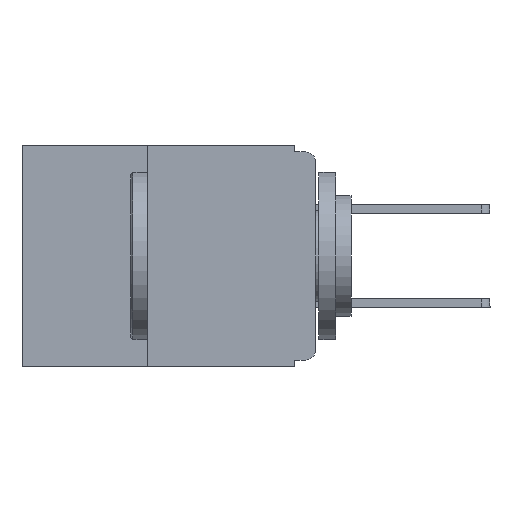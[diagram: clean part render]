
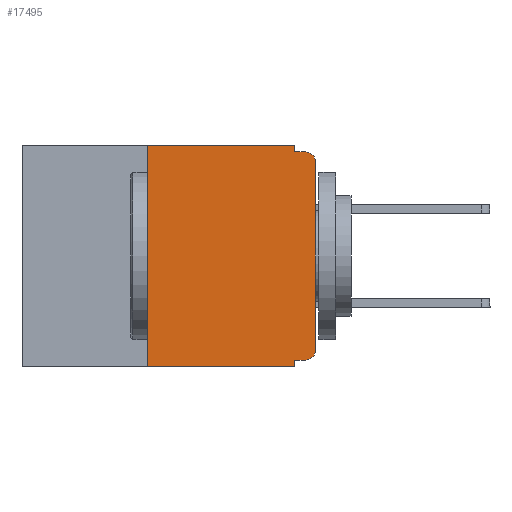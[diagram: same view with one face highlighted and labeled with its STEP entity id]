
A CAD part, left-side view. The second image highlights one B-rep face of the part: STEP entity #17495.
In plain terms, the highlighted planar face has unit normal (-1, 0, 0).
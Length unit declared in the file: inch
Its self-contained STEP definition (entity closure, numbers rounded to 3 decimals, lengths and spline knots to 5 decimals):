
#3 = VERTEX_POINT ( 'NONE', #19269 ) ;
#204 = CARTESIAN_POINT ( 'NONE',  ( 0., 0.25, -0.33 ) ) ;
#629 = VERTEX_POINT ( 'NONE', #8990 ) ;
#1010 = CARTESIAN_POINT ( 'NONE',  ( 0., 0.015, -0.025 ) ) ;
#3062 = EDGE_CURVE ( 'NONE', #12506, #33143, #5232, .T. ) ;
#3547 = VERTEX_POINT ( 'NONE', #16979 ) ;
#3660 = DIRECTION ( 'NONE',  ( 0., 0., -1. ) ) ;
#4399 = EDGE_CURVE ( 'NONE', #28176, #12132, #21146, .T. ) ;
#4848 = CARTESIAN_POINT ( 'NONE',  ( 0., 0.031, -0.01 ) ) ;
#5232 = LINE ( 'NONE', #10920, #18135 ) ;
#5585 = AXIS2_PLACEMENT_3D ( 'NONE', #15158, #33182, #17702 ) ;
#6273 = DIRECTION ( 'NONE',  ( 0., -1., 0. ) ) ;
#6794 = CARTESIAN_POINT ( 'NONE',  ( 0., 0.031, -0.33 ) ) ;
#6827 = ORIENTED_EDGE ( 'NONE', *, *, #30565, .T. ) ;
#7092 = CARTESIAN_POINT ( 'NONE',  ( 0., 0.015, -0.01 ) ) ;
#7969 = ORIENTED_EDGE ( 'NONE', *, *, #18784, .F. ) ;
#8156 = DIRECTION ( 'NONE',  ( 0., 0., 1. ) ) ;
#8835 = ORIENTED_EDGE ( 'NONE', *, *, #10020, .T. ) ;
#8990 = CARTESIAN_POINT ( 'NONE',  ( 0., 0.015, -0.32 ) ) ;
#9564 = DIRECTION ( 'NONE',  ( 0., -1., 0. ) ) ;
#9921 = VECTOR ( 'NONE', #6273, 39.37008 ) ;
#10020 = EDGE_CURVE ( 'NONE', #3, #25327, #25292, .T. ) ;
#10664 = ORIENTED_EDGE ( 'NONE', *, *, #11444, .F. ) ;
#10920 = CARTESIAN_POINT ( 'NONE',  ( 0., 0.031, 0. ) ) ;
#11160 = CARTESIAN_POINT ( 'NONE',  ( 0., 0., -0.025 ) ) ;
#11436 = CARTESIAN_POINT ( 'NONE',  ( 0., 0.031, -0.33 ) ) ;
#11444 = EDGE_CURVE ( 'NONE', #28176, #3547, #22047, .T. ) ;
#12132 = VERTEX_POINT ( 'NONE', #11436 ) ;
#12506 = VERTEX_POINT ( 'NONE', #33582 ) ;
#12698 = ORIENTED_EDGE ( 'NONE', *, *, #3062, .F. ) ;
#13105 = VECTOR ( 'NONE', #20575, 39.37008 ) ;
#13615 = VERTEX_POINT ( 'NONE', #7092 ) ;
#13669 = VECTOR ( 'NONE', #30155, 39.37008 ) ;
#13862 = DIRECTION ( 'NONE',  ( -1., 0., 0. ) ) ;
#15158 = CARTESIAN_POINT ( 'NONE',  ( 0., 0.437, 0. ) ) ;
#15415 = CARTESIAN_POINT ( 'NONE',  ( 0., 0., -0.32 ) ) ;
#15484 = ORIENTED_EDGE ( 'NONE', *, *, #23412, .F. ) ;
#16231 = LINE ( 'NONE', #25026, #30032 ) ;
#16366 = ORIENTED_EDGE ( 'NONE', *, *, #28332, .F. ) ;
#16860 = ORIENTED_EDGE ( 'NONE', *, *, #25551, .F. ) ;
#16979 = CARTESIAN_POINT ( 'NONE',  ( 0., 0.25, 0. ) ) ;
#17495 = ADVANCED_FACE ( 'NONE', ( #25640 ), #30663, .F. ) ;
#17525 = CIRCLE ( 'NONE', #21026, 0.015 ) ;
#17702 = DIRECTION ( 'NONE',  ( 0., 0., -1. ) ) ;
#18135 = VECTOR ( 'NONE', #25254, 39.37008 ) ;
#18334 = VECTOR ( 'NONE', #8156, 39.37008 ) ;
#18366 = DIRECTION ( 'NONE',  ( 0., 0., 1. ) ) ;
#18626 = CIRCLE ( 'NONE', #21679, 0.015 ) ;
#18784 = EDGE_CURVE ( 'NONE', #629, #26523, #19874, .T. ) ;
#19093 = ORIENTED_EDGE ( 'NONE', *, *, #31622, .T. ) ;
#19190 = DIRECTION ( 'NONE',  ( -1., 0., 0. ) ) ;
#19269 = CARTESIAN_POINT ( 'NONE',  ( 0., 0., -0.305 ) ) ;
#19874 = LINE ( 'NONE', #15415, #13105 ) ;
#20445 = LINE ( 'NONE', #6794, #13669 ) ;
#20575 = DIRECTION ( 'NONE',  ( 0., 1., 0. ) ) ;
#21026 = AXIS2_PLACEMENT_3D ( 'NONE', #29340, #13862, #31890 ) ;
#21146 = LINE ( 'NONE', #27013, #27282 ) ;
#21679 = AXIS2_PLACEMENT_3D ( 'NONE', #1010, #19190, #3660 ) ;
#21770 = CARTESIAN_POINT ( 'NONE',  ( 0., 0., -0.01 ) ) ;
#21980 = LINE ( 'NONE', #21770, #9921 ) ;
#22047 = LINE ( 'NONE', #204, #28998 ) ;
#23412 = EDGE_CURVE ( 'NONE', #33143, #13615, #21980, .T. ) ;
#23624 = CARTESIAN_POINT ( 'NONE',  ( 0., 0., 0. ) ) ;
#25026 = CARTESIAN_POINT ( 'NONE',  ( 0., 0.437, 0. ) ) ;
#25254 = DIRECTION ( 'NONE',  ( 0., 0., -1. ) ) ;
#25292 = LINE ( 'NONE', #23624, #18334 ) ;
#25327 = VERTEX_POINT ( 'NONE', #11160 ) ;
#25540 = CARTESIAN_POINT ( 'NONE',  ( 0., 0.25, -0.33 ) ) ;
#25551 = EDGE_CURVE ( 'NONE', #3547, #12506, #16231, .T. ) ;
#25640 = FACE_OUTER_BOUND ( 'NONE', #32046, .T. ) ;
#25994 = CARTESIAN_POINT ( 'NONE',  ( 0., 0.031, -0.32 ) ) ;
#26523 = VERTEX_POINT ( 'NONE', #25994 ) ;
#27013 = CARTESIAN_POINT ( 'NONE',  ( 0., 0.437, -0.33 ) ) ;
#27103 = DIRECTION ( 'NONE',  ( 0., -1., 0. ) ) ;
#27282 = VECTOR ( 'NONE', #27103, 39.37008 ) ;
#28176 = VERTEX_POINT ( 'NONE', #25540 ) ;
#28332 = EDGE_CURVE ( 'NONE', #26523, #12132, #20445, .T. ) ;
#28549 = ORIENTED_EDGE ( 'NONE', *, *, #4399, .T. ) ;
#28998 = VECTOR ( 'NONE', #18366, 39.37008 ) ;
#29340 = CARTESIAN_POINT ( 'NONE',  ( 0., 0.015, -0.305 ) ) ;
#30032 = VECTOR ( 'NONE', #9564, 39.37008 ) ;
#30155 = DIRECTION ( 'NONE',  ( 0., 0., -1. ) ) ;
#30565 = EDGE_CURVE ( 'NONE', #629, #3, #17525, .T. ) ;
#30663 = PLANE ( 'NONE',  #5585 ) ;
#31622 = EDGE_CURVE ( 'NONE', #25327, #13615, #18626, .T. ) ;
#31890 = DIRECTION ( 'NONE',  ( 0., 0., -1. ) ) ;
#32046 = EDGE_LOOP ( 'NONE', ( #8835, #19093, #15484, #12698, #16860, #10664, #28549, #16366, #7969, #6827 ) ) ;
#33143 = VERTEX_POINT ( 'NONE', #4848 ) ;
#33182 = DIRECTION ( 'NONE',  ( 1., 0., 0. ) ) ;
#33582 = CARTESIAN_POINT ( 'NONE',  ( 0., 0.031, 0. ) ) ;
